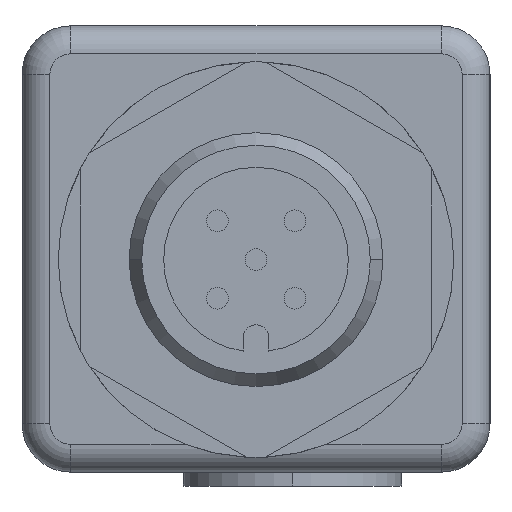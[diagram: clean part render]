
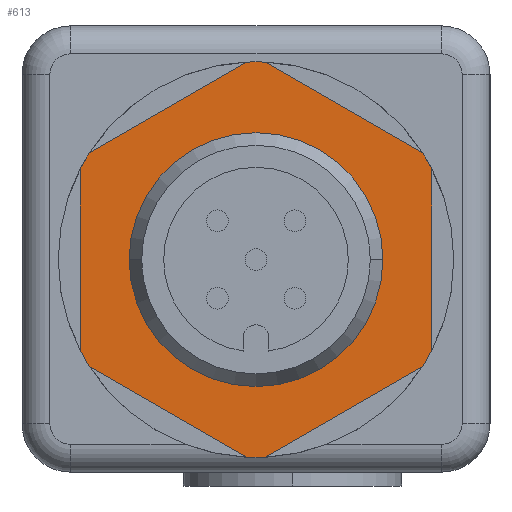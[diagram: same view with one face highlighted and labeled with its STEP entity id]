
A CAD part, left-side view. The second image highlights one B-rep face of the part: STEP entity #613.
In plain terms, the highlighted planar face has unit normal (-1, 0, 0).
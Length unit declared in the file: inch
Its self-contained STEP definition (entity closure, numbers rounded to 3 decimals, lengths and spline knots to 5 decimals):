
#5 = DIRECTION ( 'NONE',  ( 1., 0., 0. ) ) ;
#14 = CARTESIAN_POINT ( 'NONE',  ( -0.08, 0.4195, -0.419 ) ) ;
#56 = DIRECTION ( 'NONE',  ( 0., 1., 0. ) ) ;
#60 = CARTESIAN_POINT ( 'NONE',  ( -0.08, 0.7345, -0.25638 ) ) ;
#65 = ORIENTED_EDGE ( 'NONE', *, *, #2830, .T. ) ;
#88 = DIRECTION ( 'NONE',  ( 0., -1., 0. ) ) ;
#94 = CIRCLE ( 'NONE', #2619, 0.3545 ) ;
#99 = ORIENTED_EDGE ( 'NONE', *, *, #737, .T. ) ;
#108 = VERTEX_POINT ( 'NONE', #1049 ) ;
#123 = CIRCLE ( 'NONE', #2564, 0.2275 ) ;
#139 = DIRECTION ( 'NONE',  ( 1., 0., 0. ) ) ;
#142 = CARTESIAN_POINT ( 'NONE',  ( -0.08, 0.84287, -0.29971 ) ) ;
#155 = DIRECTION ( 'NONE',  ( -1., 0., 0. ) ) ;
#171 = CARTESIAN_POINT ( 'NONE',  ( -0.08, 0.774, -0.419 ) ) ;
#209 = CARTESIAN_POINT ( 'NONE',  ( -0.08, 0.4195, -0.419 ) ) ;
#214 = DIRECTION ( 'NONE',  ( 0., 1., 0. ) ) ;
#231 = CARTESIAN_POINT ( 'NONE',  ( -0.08, 0.43617, -0.77311 ) ) ;
#282 = VECTOR ( 'NONE', #930, 39.37008 ) ;
#288 = CIRCLE ( 'NONE', #2152, 0.3545 ) ;
#378 = LINE ( 'NONE', #3426, #3693 ) ;
#411 = EDGE_CURVE ( 'NONE', #2433, #1273, #2881, .T. ) ;
#486 = CARTESIAN_POINT ( 'NONE',  ( -0.08, 0.4195, -0.419 ) ) ;
#538 = ORIENTED_EDGE ( 'NONE', *, *, #3268, .F. ) ;
#570 = ORIENTED_EDGE ( 'NONE', *, *, #3366, .T. ) ;
#576 = DIRECTION ( 'NONE',  ( 0., 1., 0. ) ) ;
#613 = ADVANCED_FACE ( 'NONE', ( #3344, #1789 ), #2468, .T. ) ;
#619 = CIRCLE ( 'NONE', #3263, 0.3545 ) ;
#650 = ORIENTED_EDGE ( 'NONE', *, *, #795, .T. ) ;
#703 = EDGE_CURVE ( 'NONE', #108, #2391, #1407, .T. ) ;
#734 = VERTEX_POINT ( 'NONE', #1869 ) ;
#737 = EDGE_CURVE ( 'NONE', #2433, #3739, #378, .T. ) ;
#795 = EDGE_CURVE ( 'NONE', #108, #2477, #1206, .T. ) ;
#852 = DIRECTION ( 'NONE',  ( 0., 1., 0. ) ) ;
#871 = CARTESIAN_POINT ( 'NONE',  ( -0.08, 0.84287, -0.53829 ) ) ;
#881 = ORIENTED_EDGE ( 'NONE', *, *, #1976, .F. ) ;
#896 = VECTOR ( 'NONE', #1830, 39.37008 ) ;
#898 = CARTESIAN_POINT ( 'NONE',  ( -0.08, 0.4195, -0.419 ) ) ;
#913 = CARTESIAN_POINT ( 'NONE',  ( -0.08, 0.1045, -0.419 ) ) ;
#930 = DIRECTION ( 'NONE',  ( 0., 0., 1. ) ) ;
#1000 = DIRECTION ( 'NONE',  ( 1., 0., 0. ) ) ;
#1034 = CARTESIAN_POINT ( 'NONE',  ( -0.08, 0.71783, -0.61049 ) ) ;
#1049 = CARTESIAN_POINT ( 'NONE',  ( -0.08, 0.1045, -0.58162 ) ) ;
#1055 = VERTEX_POINT ( 'NONE', #2162 ) ;
#1113 = CARTESIAN_POINT ( 'NONE',  ( -0.08, 0.1045, -0.25638 ) ) ;
#1176 = CARTESIAN_POINT ( 'NONE',  ( -0.08, 0.40283, -0.77311 ) ) ;
#1181 = EDGE_CURVE ( 'NONE', #3341, #734, #123, .T. ) ;
#1206 = LINE ( 'NONE', #913, #282 ) ;
#1237 = DIRECTION ( 'NONE',  ( 0., 1., 0. ) ) ;
#1273 = VERTEX_POINT ( 'NONE', #2243 ) ;
#1407 = CIRCLE ( 'NONE', #1431, 0.3545 ) ;
#1431 = AXIS2_PLACEMENT_3D ( 'NONE', #898, #3107, #1237 ) ;
#1464 = CARTESIAN_POINT ( 'NONE',  ( -0.08, 0.52787, -0.8453 ) ) ;
#1509 = CARTESIAN_POINT ( 'NONE',  ( -0.08, 0.647, -0.419 ) ) ;
#1566 = EDGE_CURVE ( 'NONE', #3797, #2477, #94, .T. ) ;
#1601 = AXIS2_PLACEMENT_3D ( 'NONE', #14, #5, #56 ) ;
#1647 = ORIENTED_EDGE ( 'NONE', *, *, #1181, .T. ) ;
#1690 = LINE ( 'NONE', #142, #3328 ) ;
#1738 = CARTESIAN_POINT ( 'NONE',  ( -0.08, 0.12117, -0.61049 ) ) ;
#1754 = LINE ( 'NONE', #871, #896 ) ;
#1789 = FACE_OUTER_BOUND ( 'NONE', #2682, .T. ) ;
#1807 = CARTESIAN_POINT ( 'NONE',  ( -0.08, 0.4195, -0.419 ) ) ;
#1830 = DIRECTION ( 'NONE',  ( 0., -0.866, -0.5 ) ) ;
#1841 = ORIENTED_EDGE ( 'NONE', *, *, #2750, .T. ) ;
#1851 = CIRCLE ( 'NONE', #2989, 0.3545 ) ;
#1869 = CARTESIAN_POINT ( 'NONE',  ( -0.08, 0.192, -0.419 ) ) ;
#1970 = ORIENTED_EDGE ( 'NONE', *, *, #2113, .T. ) ;
#1976 = EDGE_CURVE ( 'NONE', #3296, #3513, #288, .T. ) ;
#1986 = VECTOR ( 'NONE', #2846, 39.37008 ) ;
#2056 = ORIENTED_EDGE ( 'NONE', *, *, #411, .F. ) ;
#2113 = EDGE_CURVE ( 'NONE', #734, #3341, #4040, .T. ) ;
#2116 = DIRECTION ( 'NONE',  ( 0., 1., 0. ) ) ;
#2137 = CARTESIAN_POINT ( 'NONE',  ( -0.08, 0.4195, -0.419 ) ) ;
#2152 = AXIS2_PLACEMENT_3D ( 'NONE', #486, #2763, #852 ) ;
#2162 = CARTESIAN_POINT ( 'NONE',  ( -0.08, 0.43617, -0.06489 ) ) ;
#2189 = VERTEX_POINT ( 'NONE', #3798 ) ;
#2216 = DIRECTION ( 'NONE',  ( 1., 0., 0. ) ) ;
#2243 = CARTESIAN_POINT ( 'NONE',  ( -0.08, 0.71783, -0.22751 ) ) ;
#2256 = VERTEX_POINT ( 'NONE', #1034 ) ;
#2391 = VERTEX_POINT ( 'NONE', #1738 ) ;
#2402 = DIRECTION ( 'NONE',  ( 0., -0.866, 0.5 ) ) ;
#2433 = VERTEX_POINT ( 'NONE', #60 ) ;
#2452 = DIRECTION ( 'NONE',  ( 0., 1., 0. ) ) ;
#2468 = PLANE ( 'NONE',  #3204 ) ;
#2477 = VERTEX_POINT ( 'NONE', #1113 ) ;
#2505 = DIRECTION ( 'NONE',  ( 0., 0., -1. ) ) ;
#2518 = EDGE_CURVE ( 'NONE', #3296, #2391, #3445, .T. ) ;
#2524 = DIRECTION ( 'NONE',  ( 1., 0., 0. ) ) ;
#2526 = VECTOR ( 'NONE', #2402, 39.37008 ) ;
#2564 = AXIS2_PLACEMENT_3D ( 'NONE', #4069, #2216, #214 ) ;
#2619 = AXIS2_PLACEMENT_3D ( 'NONE', #2899, #1000, #3206 ) ;
#2682 = EDGE_LOOP ( 'NONE', ( #3369, #65, #538, #1841, #2056, #99, #4032, #570, #881, #3181, #3484, #650 ) ) ;
#2694 = EDGE_LOOP ( 'NONE', ( #1647, #1970 ) ) ;
#2750 = EDGE_CURVE ( 'NONE', #1055, #1273, #1690, .T. ) ;
#2756 = CARTESIAN_POINT ( 'NONE',  ( -0.08, 0.12117, -0.22751 ) ) ;
#2763 = DIRECTION ( 'NONE',  ( 1., 0., 0. ) ) ;
#2830 = EDGE_CURVE ( 'NONE', #3797, #2189, #3623, .T. ) ;
#2846 = DIRECTION ( 'NONE',  ( 0., 0.866, 0.5 ) ) ;
#2881 = CIRCLE ( 'NONE', #1601, 0.3545 ) ;
#2899 = CARTESIAN_POINT ( 'NONE',  ( -0.08, 0.4195, -0.419 ) ) ;
#2989 = AXIS2_PLACEMENT_3D ( 'NONE', #1807, #3969, #2116 ) ;
#3061 = CARTESIAN_POINT ( 'NONE',  ( -0.08, 0.7345, -0.58162 ) ) ;
#3081 = DIRECTION ( 'NONE',  ( 0., 0.866, -0.5 ) ) ;
#3107 = DIRECTION ( 'NONE',  ( 1., 0., 0. ) ) ;
#3135 = CARTESIAN_POINT ( 'NONE',  ( -0.08, 0.52787, 0.0073 ) ) ;
#3181 = ORIENTED_EDGE ( 'NONE', *, *, #2518, .T. ) ;
#3204 = AXIS2_PLACEMENT_3D ( 'NONE', #171, #155, #88 ) ;
#3206 = DIRECTION ( 'NONE',  ( 0., 1., 0. ) ) ;
#3263 = AXIS2_PLACEMENT_3D ( 'NONE', #2137, #139, #2452 ) ;
#3268 = EDGE_CURVE ( 'NONE', #1055, #2189, #1851, .T. ) ;
#3296 = VERTEX_POINT ( 'NONE', #1176 ) ;
#3328 = VECTOR ( 'NONE', #3081, 39.37008 ) ;
#3341 = VERTEX_POINT ( 'NONE', #1509 ) ;
#3344 = FACE_BOUND ( 'NONE', #2694, .T. ) ;
#3366 = EDGE_CURVE ( 'NONE', #2256, #3513, #1754, .T. ) ;
#3369 = ORIENTED_EDGE ( 'NONE', *, *, #1566, .F. ) ;
#3426 = CARTESIAN_POINT ( 'NONE',  ( -0.08, 0.7345, -0.419 ) ) ;
#3445 = LINE ( 'NONE', #1464, #2526 ) ;
#3484 = ORIENTED_EDGE ( 'NONE', *, *, #703, .F. ) ;
#3513 = VERTEX_POINT ( 'NONE', #231 ) ;
#3618 = AXIS2_PLACEMENT_3D ( 'NONE', #209, #2524, #576 ) ;
#3623 = LINE ( 'NONE', #3135, #1986 ) ;
#3693 = VECTOR ( 'NONE', #2505, 39.37008 ) ;
#3739 = VERTEX_POINT ( 'NONE', #3061 ) ;
#3759 = EDGE_CURVE ( 'NONE', #2256, #3739, #619, .T. ) ;
#3797 = VERTEX_POINT ( 'NONE', #2756 ) ;
#3798 = CARTESIAN_POINT ( 'NONE',  ( -0.08, 0.40283, -0.06489 ) ) ;
#3969 = DIRECTION ( 'NONE',  ( 1., 0., 0. ) ) ;
#4032 = ORIENTED_EDGE ( 'NONE', *, *, #3759, .F. ) ;
#4040 = CIRCLE ( 'NONE', #3618, 0.2275 ) ;
#4069 = CARTESIAN_POINT ( 'NONE',  ( -0.08, 0.4195, -0.419 ) ) ;
